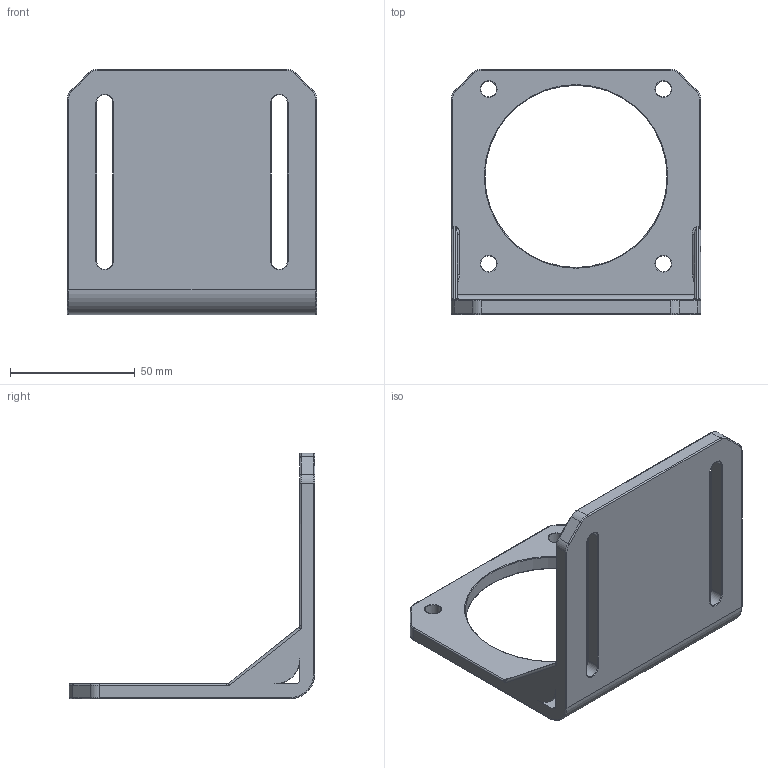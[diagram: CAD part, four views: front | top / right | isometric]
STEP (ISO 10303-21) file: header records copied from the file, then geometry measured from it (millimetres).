
FILE_DESCRIPTION (( 'STEP AP214' ), '1' );
FILE_NAME ('ST-M7.STEP', '2024-08-09T07:12:44', ( '' ), ( '' ), 'SwSTEP 2.0', 'SolidWorks 2023', '' );
FILE_SCHEMA (( 'AUTOMOTIVE_DESIGN' ));
Length unit declared in the file: millimetre
Products named in the file (1): ST-M7
Bounding box: 100 x 98.5 x 98.5 mm (x, y, z)
Volume: 81658.4 mm3; surface area: 34728.4 mm2
Topology: 1 solids, 1 shells, 125 faces, 297 edges, 172 vertices
Faces by surface type: cylinder 61, torus 36, plane 20, bspline 8
Full cylindrical faces by diameter (mm): 6.3 x4, 73 x1
Entity records: 5167 total; most frequent: CARTESIAN_POINT 925, DIRECTION 628, ORIENTED_EDGE 564, EDGE_CURVE 282, AXIS2_PLACEMENT_3D 256, VERTEX_POINT 172, EDGE_LOOP 156, FACE_OUTER_BOUND 140
